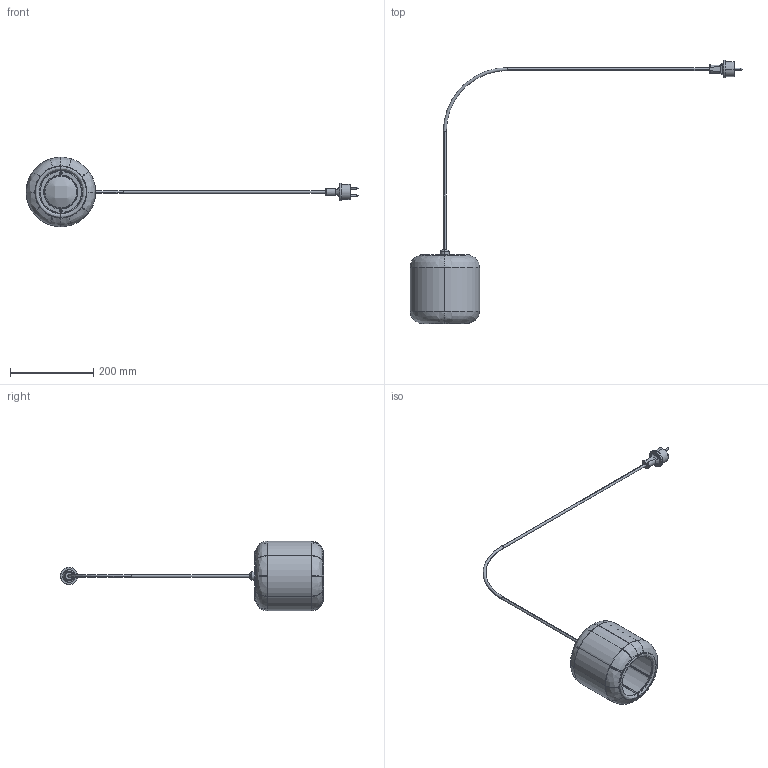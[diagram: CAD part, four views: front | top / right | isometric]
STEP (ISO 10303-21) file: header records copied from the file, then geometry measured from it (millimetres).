
FILE_DESCRIPTION (( 'STEP AP203' ), '1' );
FILE_NAME ('NANS HANG S-16 30921201yyyU.STEP', '2022-01-27T10:13:31', ( '' ), ( '' ), 'SwSTEP 2.0', 'SolidWorks 2019', '' );
FILE_SCHEMA (( 'CONFIG_CONTROL_DESIGN' ));
Length unit declared in the file: millimetre
Products named in the file (9): 000-309-106; 000-D965-310-A2; 000-309-503; NANS HANG S-16 30921201yyyU; 000-309-505; 000-SUB309-501; CONEXION CE; 000-309-510 M; 000-309-029
Assembly tree (9 placements, depth 3):
  NANS HANG S-16 30921201yyyU
    000-SUB309-501
      000-309-510 M
      000-309-505
      000-309-503
      000-309-029
      000-D965-310-A2  x2
    000-309-106
    CONEXION CE
Bounding box: 795.91 x 631.35 x 167 mm (x, y, z)
Volume: 316197.6 mm3; surface area: 342938.1 mm2
Topology: 8 solids, 10 shells, 737 faces, 2022 edges, 1268 vertices
Faces by surface type: bspline 210, plane 207, cone 186, cylinder 128, sphere 4, torus 2
Entity records: 29097 total; most frequent: CARTESIAN_POINT 11394, ORIENTED_EDGE 3848, DIRECTION 3104, EDGE_CURVE 1924, AXIS2_PLACEMENT_3D 1277, VERTEX_POINT 1237, EDGE_LOOP 791, CIRCLE 771
